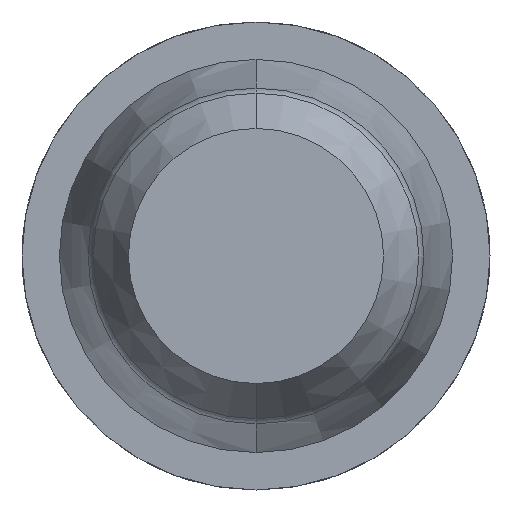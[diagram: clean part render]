
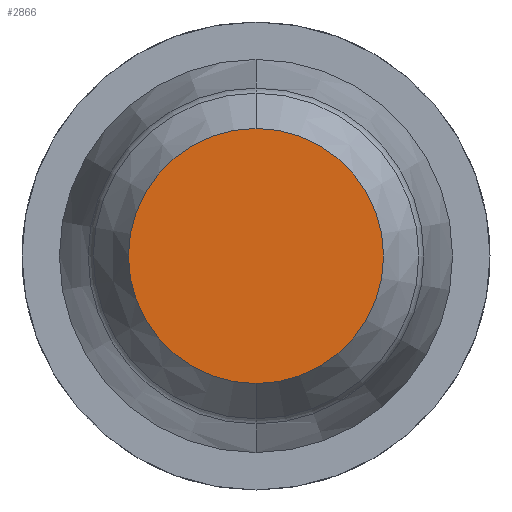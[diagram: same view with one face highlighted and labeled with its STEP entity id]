
A CAD part, front view. The second image highlights one B-rep face of the part: STEP entity #2866.
In plain terms, the highlighted planar face has unit normal (0, -1, 0).
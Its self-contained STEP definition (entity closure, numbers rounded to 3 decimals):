
#199 = CARTESIAN_POINT ( 'NONE',  ( 0., -30.5, -0.627 ) ) ;
#227 = PLANE ( 'NONE',  #879 ) ;
#790 = FACE_OUTER_BOUND ( 'NONE', #4220, .T. ) ;
#879 = AXIS2_PLACEMENT_3D ( 'NONE', #4655, #1000, #3890 ) ;
#1000 = DIRECTION ( 'NONE',  ( 0., 1., 0. ) ) ;
#1019 = CIRCLE ( 'NONE', #1310, 0.627 ) ;
#1110 = CARTESIAN_POINT ( 'NONE',  ( 0., -30.5, 0.627 ) ) ;
#1310 = AXIS2_PLACEMENT_3D ( 'NONE', #3928, #4681, #3569 ) ;
#2170 = AXIS2_PLACEMENT_3D ( 'NONE', #2472, #2435, #4337 ) ;
#2435 = DIRECTION ( 'NONE',  ( 0., 1., 0. ) ) ;
#2458 = EDGE_CURVE ( 'Defeature ausgef�hrt3_1+Defeature ausgef�hrt3_0+Defeature ausgef�hrt3_0+Defeature ausgef�hrt3_0', #2529, #3434, #1019, .T. ) ;
#2472 = CARTESIAN_POINT ( 'NONE',  ( 0., -30.5, 0. ) ) ;
#2529 = VERTEX_POINT ( 'NONE', #1110 ) ;
#2866 = ADVANCED_FACE ( 'Defeature ausgef�hrt3_0', ( #790 ), #227, .F. ) ;
#3434 = VERTEX_POINT ( 'NONE', #199 ) ;
#3569 = DIRECTION ( 'NONE',  ( 0., 0., 1. ) ) ;
#3656 = ORIENTED_EDGE ( 'NONE', *, *, #4600, .F. ) ;
#3825 = CIRCLE ( 'NONE', #2170, 0.627 ) ;
#3890 = DIRECTION ( 'NONE',  ( 0., 0., 1. ) ) ;
#3928 = CARTESIAN_POINT ( 'NONE',  ( 0., -30.5, 0. ) ) ;
#4220 = EDGE_LOOP ( 'NONE', ( #4278, #3656 ) ) ;
#4278 = ORIENTED_EDGE ( 'NONE', *, *, #2458, .F. ) ;
#4337 = DIRECTION ( 'NONE',  ( 0., 0., 1. ) ) ;
#4600 = EDGE_CURVE ( 'Defeature ausgef�hrt3_1+Defeature ausgef�hrt3_0+Defeature ausgef�hrt3_0+Defeature ausgef�hrt3_0', #3434, #2529, #3825, .T. ) ;
#4655 = CARTESIAN_POINT ( 'NONE',  ( 0., -30.5, 0. ) ) ;
#4681 = DIRECTION ( 'NONE',  ( 0., 1., 0. ) ) ;
